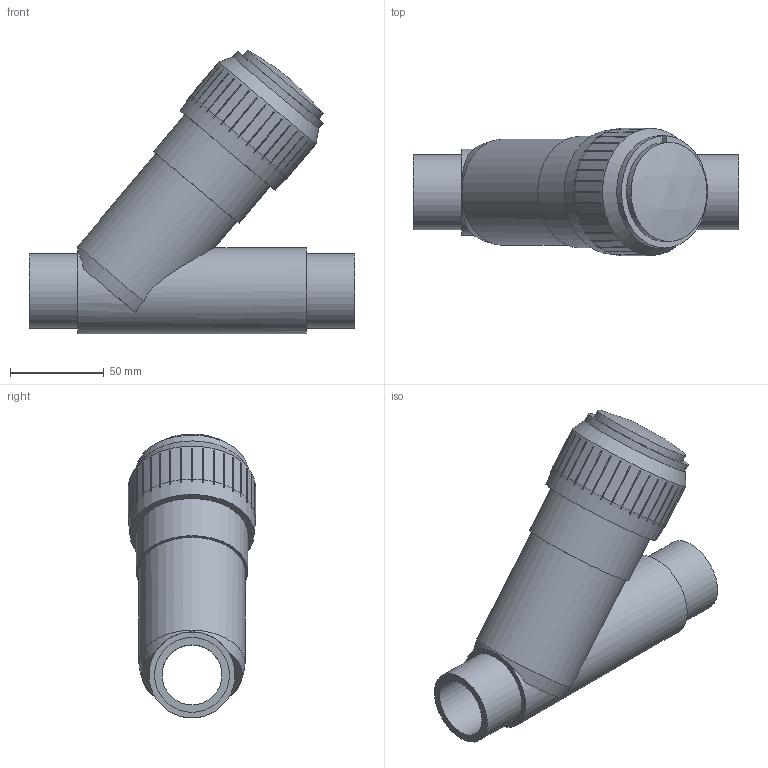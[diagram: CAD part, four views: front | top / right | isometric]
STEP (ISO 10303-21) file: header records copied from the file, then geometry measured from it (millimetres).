
FILE_DESCRIPTION(/* description */ (''),/* implementation_level */ '2;1');
FILE_NAME(/* name */ 'VRDV040E.iam.stp',/* time_stamp */ '2013-10-01T10:41:44+02:00',/* author */ ('bfaro'),/* organization */ (''),/* preprocessor_version */ 'ST-DEVELOPER v15.2',/* originating_system */ 'Autodesk Inventor 2014',/* authorisation */ '');
FILE_SCHEMA (('CONFIG_CONTROL_DESIGN','AUTOMOTIVE_DESIGN { 1 0 10303 214 3 1 1 }'));
Length unit declared in the file: millimetre
Products named in the file (3): cassa RVD-V 40; Coperchio RV 40; VRDV040E
Bounding box: 174 x 68 x 151.68 mm (x, y, z)
Volume: 361544.7 mm3; surface area: 83095.2 mm2
Topology: 2 solids, 2 shells, 176 faces, 501 edges, 333 vertices
Faces by surface type: plane 124, cylinder 48, cone 3, sphere 1
Full cylindrical faces by diameter (mm): 32 x1, 40 x2, 43 x1, 46 x1, 46.1 x1, 53 x1, 56.646 x1, 59.614 x1, 68 x1
Entity records: 5846 total; most frequent: CARTESIAN_POINT 1124, DIRECTION 1008, ORIENTED_EDGE 964, EDGE_CURVE 482, AXIS2_PLACEMENT_3D 355, VERTEX_POINT 326, LINE 298, VECTOR 298
